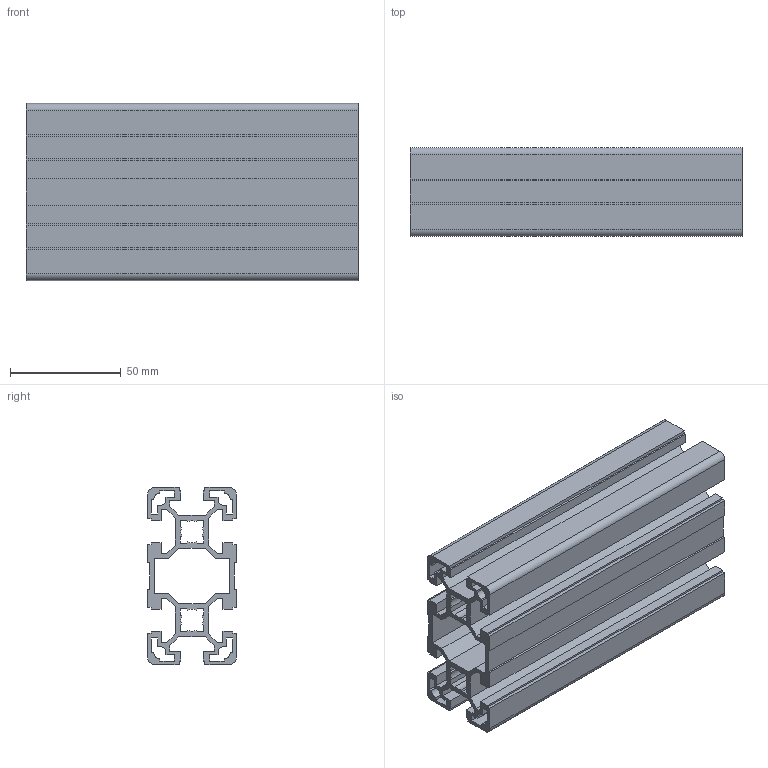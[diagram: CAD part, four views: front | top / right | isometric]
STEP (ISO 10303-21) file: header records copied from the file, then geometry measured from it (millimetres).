
FILE_DESCRIPTION(('FreeCAD Model'),'2;1');
FILE_NAME('Open CASCADE Shape Model','2024-03-19T08:18:52',(''),(''), 'Open CASCADE STEP processor 7.6','FreeCAD','Unknown');
FILE_SCHEMA(('AUTOMOTIVE_DESIGN { 1 0 10303 214 1 1 1 1 }'));
Length unit declared in the file: millimetre
Products named in the file (1): STB10-8040
Bounding box: 150 x 40 x 80 mm (x, y, z)
Volume: 147253.4 mm3; surface area: 127759.4 mm2
Topology: 1 solids, 1 shells, 202 faces, 600 edges, 400 vertices
Faces by surface type: plane 182, cylinder 20
Entity records: 14538 total; most frequent: CARTESIAN_POINT 2451, DIRECTION 2238, LINE 1720, VECTOR 1720, ORIENTED_EDGE 1200, PCURVE 1200, DEFINITIONAL_REPRESENTATION 1200, EDGE_CURVE 600
